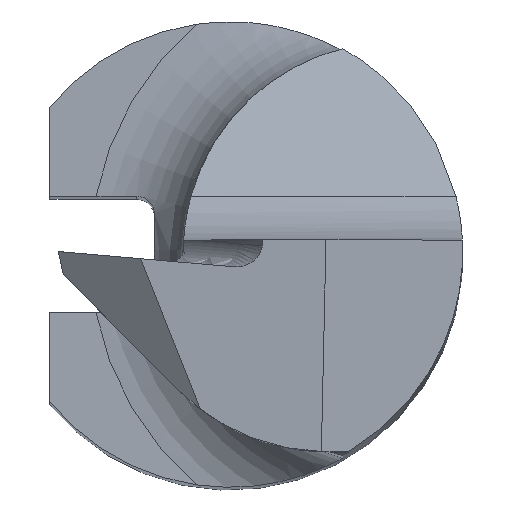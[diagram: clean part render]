
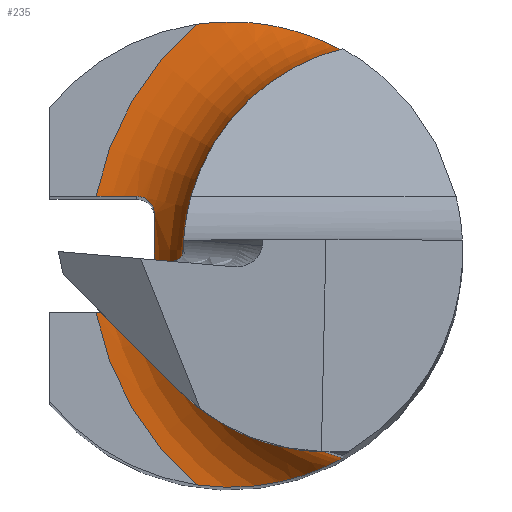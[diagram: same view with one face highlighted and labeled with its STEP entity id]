
A CAD part, top view. The second image highlights one B-rep face of the part: STEP entity #235.
In plain terms, the highlighted toroidal (fillet/blend) face has major radius 2.603 mm and minor radius 0.8 mm.
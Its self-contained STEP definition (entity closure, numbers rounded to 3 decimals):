
#13 = B_SPLINE_CURVE_WITH_KNOTS ( 'NONE', 3,
 ( #879, #710, #796, #1178 ),
 .UNSPECIFIED., .F., .F.,
 ( 4, 4 ),
 ( 0., 0. ),
 .UNSPECIFIED. ) ;
#29 = ORIENTED_EDGE ( 'NONE', *, *, #709, .T. ) ;
#38 = CARTESIAN_POINT ( 'NONE',  ( -0.8, 0.5, 14.828 ) ) ;
#39 = CARTESIAN_POINT ( 'NONE',  ( 0.968, 1.75, 15.408 ) ) ;
#41 = CARTESIAN_POINT ( 'NONE',  ( 0.918, -1.779, 15.271 ) ) ;
#56 = ORIENTED_EDGE ( 'NONE', *, *, #1049, .T. ) ;
#58 = EDGE_CURVE ( 'NONE', #433, #169, #369, .T. ) ;
#85 = EDGE_CURVE ( 'NONE', #540, #271, #695, .T. ) ;
#87 = VERTEX_POINT ( 'NONE', #490 ) ;
#90 = ORIENTED_EDGE ( 'NONE', *, *, #435, .T. ) ;
#95 = CARTESIAN_POINT ( 'NONE',  ( -1.152, 0.5, 14.75 ) ) ;
#98 = EDGE_CURVE ( 'NONE', #414, #274, #1040, .T. ) ;
#112 = CARTESIAN_POINT ( 'NONE',  ( -0.01, -2.005, 14.76 ) ) ;
#113 = DIRECTION ( 'NONE',  ( 0., 0., 1. ) ) ;
#139 = CARTESIAN_POINT ( 'NONE',  ( 1.403, 0., 14.75 ) ) ;
#141 = CARTESIAN_POINT ( 'NONE',  ( 1.403, 0., 15.55 ) ) ;
#169 = VERTEX_POINT ( 'NONE', #38 ) ;
#187 = FACE_OUTER_BOUND ( 'NONE', #192, .T. ) ;
#192 = EDGE_LOOP ( 'NONE', ( #90, #759, #656, #501, #56, #853, #29, #543, #924, #971 ) ) ;
#235 = ADVANCED_FACE ( 'NONE', ( #187 ), #517, .F. ) ;
#239 = B_SPLINE_CURVE_WITH_KNOTS ( 'NONE', 3,
 ( #1014, #551, #450, #252, #359, #933 ),
 .UNSPECIFIED., .F., .F.,
 ( 4, 2, 4 ),
 ( 0., 0.001, 0.001 ),
 .UNSPECIFIED. ) ;
#252 = CARTESIAN_POINT ( 'NONE',  ( -0.65, -0.116, 14.969 ) ) ;
#271 = VERTEX_POINT ( 'NONE', #95 ) ;
#274 = VERTEX_POINT ( 'NONE', #955 ) ;
#303 = CARTESIAN_POINT ( 'NONE',  ( 1.403, 0., 15.55 ) ) ;
#305 = CARTESIAN_POINT ( 'NONE',  ( -0.669, -0.432, 14.914 ) ) ;
#308 = CARTESIAN_POINT ( 'NONE',  ( -0.288, 1.979, 14.75 ) ) ;
#310 = CARTESIAN_POINT ( 'NONE',  ( 0.755, -1.854, 15.054 ) ) ;
#311 = CARTESIAN_POINT ( 'NONE',  ( -0.723, 0.484, 14.87 ) ) ;
#340 = DIRECTION ( 'NONE',  ( -1., 0., 0. ) ) ;
#359 = CARTESIAN_POINT ( 'NONE',  ( -0.65, -0.233, 14.959 ) ) ;
#369 = B_SPLINE_CURVE_WITH_KNOTS ( 'NONE', 3,
 ( #850, #679, #570, #311, #949, #769 ),
 .UNSPECIFIED., .F., .F.,
 ( 4, 2, 4 ),
 ( 0., 0., 0. ),
 .UNSPECIFIED. ) ;
#372 = EDGE_CURVE ( 'NONE', #87, #987, #1048, .T. ) ;
#391 = B_SPLINE_CURVE_WITH_KNOTS ( 'NONE', 3,
 ( #789, #39, #885, #1062, #861, #1168, #511, #1068, #867, #308 ),
 .UNSPECIFIED., .F., .F.,
 ( 4, 2, 2, 2, 4 ),
 ( 0., 0., 0.001, 0.001, 0.002 ),
 .UNSPECIFIED. ) ;
#404 = DIRECTION ( 'NONE',  ( -1., 0., 0. ) ) ;
#414 = VERTEX_POINT ( 'NONE', #967 ) ;
#433 = VERTEX_POINT ( 'NONE', #1183 ) ;
#435 = EDGE_CURVE ( 'NONE', #271, #169, #13, .T. ) ;
#450 = CARTESIAN_POINT ( 'NONE',  ( -0.65, 0.118, 14.969 ) ) ;
#490 = CARTESIAN_POINT ( 'NONE',  ( 0.968, -1.75, 15.55 ) ) ;
#492 = CARTESIAN_POINT ( 'NONE',  ( -0.76, -0.5, 14.846 ) ) ;
#499 = CARTESIAN_POINT ( 'NONE',  ( -0.65, -0.394, 14.936 ) ) ;
#501 = ORIENTED_EDGE ( 'NONE', *, *, #98, .F. ) ;
#511 = CARTESIAN_POINT ( 'NONE',  ( 0.266, 1.987, 14.81 ) ) ;
#512 = DIRECTION ( 'NONE',  ( 0., 0., 1. ) ) ;
#517 = TOROIDAL_SURFACE ( 'NONE', #1154, 2.603, 0.8 ) ;
#540 = VERTEX_POINT ( 'NONE', #1099 ) ;
#543 = ORIENTED_EDGE ( 'NONE', *, *, #372, .T. ) ;
#548 = AXIS2_PLACEMENT_3D ( 'NONE', #141, #1077, #1064 ) ;
#550 = AXIS2_PLACEMENT_3D ( 'NONE', #139, #512, #340 ) ;
#551 = CARTESIAN_POINT ( 'NONE',  ( -0.65, 0.234, 14.959 ) ) ;
#570 = CARTESIAN_POINT ( 'NONE',  ( -0.669, 0.432, 14.914 ) ) ;
#577 = CARTESIAN_POINT ( 'NONE',  ( 1.403, 0., 14.75 ) ) ;
#578 = EDGE_CURVE ( 'NONE', #433, #274, #239, .T. ) ;
#588 = CARTESIAN_POINT ( 'NONE',  ( -0.288, -1.979, 14.75 ) ) ;
#644 = VERTEX_POINT ( 'NONE', #718 ) ;
#656 = ORIENTED_EDGE ( 'NONE', *, *, #578, .T. ) ;
#679 = CARTESIAN_POINT ( 'NONE',  ( -0.65, 0.394, 14.936 ) ) ;
#680 = B_SPLINE_CURVE_WITH_KNOTS ( 'NONE', 3,
 ( #588, #886, #112, #959, #705, #1177, #310, #41, #795, #974 ),
 .UNSPECIFIED., .F., .F.,
 ( 4, 2, 2, 2, 4 ),
 ( 0., 0., 0.001, 0.001, 0.002 ),
 .UNSPECIFIED. ) ;
#694 = CARTESIAN_POINT ( 'NONE',  ( -0.8, -0.5, 14.828 ) ) ;
#695 = CIRCLE ( 'NONE', #890, 2.603 ) ;
#705 = CARTESIAN_POINT ( 'NONE',  ( 0.4, -1.964, 14.85 ) ) ;
#709 = EDGE_CURVE ( 'NONE', #644, #87, #680, .T. ) ;
#710 = CARTESIAN_POINT ( 'NONE',  ( -1.03, 0.5, 14.75 ) ) ;
#718 = CARTESIAN_POINT ( 'NONE',  ( -0.288, -1.979, 14.75 ) ) ;
#752 = CARTESIAN_POINT ( 'NONE',  ( -1.03, -0.5, 14.75 ) ) ;
#759 = ORIENTED_EDGE ( 'NONE', *, *, #58, .F. ) ;
#767 = B_SPLINE_CURVE_WITH_KNOTS ( 'NONE', 3,
 ( #1135, #1235, #752, #926 ),
 .UNSPECIFIED., .F., .F.,
 ( 4, 4 ),
 ( 0., 0.001 ),
 .UNSPECIFIED. ) ;
#769 = CARTESIAN_POINT ( 'NONE',  ( -0.8, 0.5, 14.828 ) ) ;
#789 = CARTESIAN_POINT ( 'NONE',  ( 0.968, 1.75, 15.55 ) ) ;
#795 = CARTESIAN_POINT ( 'NONE',  ( 0.968, -1.75, 15.408 ) ) ;
#796 = CARTESIAN_POINT ( 'NONE',  ( -0.91, 0.5, 14.777 ) ) ;
#807 = CARTESIAN_POINT ( 'NONE',  ( 0.968, 1.75, 15.55 ) ) ;
#839 = EDGE_CURVE ( 'NONE', #1233, #644, #990, .T. ) ;
#850 = CARTESIAN_POINT ( 'NONE',  ( -0.65, 0.35, 14.942 ) ) ;
#853 = ORIENTED_EDGE ( 'NONE', *, *, #839, .T. ) ;
#857 = DIRECTION ( 'NONE',  ( 0., 0., 1. ) ) ;
#861 = CARTESIAN_POINT ( 'NONE',  ( 0.644, 1.898, 14.972 ) ) ;
#865 = CARTESIAN_POINT ( 'NONE',  ( -0.723, -0.484, 14.869 ) ) ;
#867 = CARTESIAN_POINT ( 'NONE',  ( -0.148, 1.999, 14.75 ) ) ;
#879 = CARTESIAN_POINT ( 'NONE',  ( -1.152, 0.5, 14.75 ) ) ;
#880 = CARTESIAN_POINT ( 'NONE',  ( -0.65, -0.35, 14.942 ) ) ;
#885 = CARTESIAN_POINT ( 'NONE',  ( 0.918, 1.779, 15.272 ) ) ;
#886 = CARTESIAN_POINT ( 'NONE',  ( -0.148, -1.999, 14.75 ) ) ;
#890 = AXIS2_PLACEMENT_3D ( 'NONE', #577, #113, #404 ) ;
#915 = CARTESIAN_POINT ( 'NONE',  ( -1.152, -0.5, 14.75 ) ) ;
#924 = ORIENTED_EDGE ( 'NONE', *, *, #1195, .T. ) ;
#926 = CARTESIAN_POINT ( 'NONE',  ( -1.152, -0.5, 14.75 ) ) ;
#933 = CARTESIAN_POINT ( 'NONE',  ( -0.65, -0.35, 14.942 ) ) ;
#949 = CARTESIAN_POINT ( 'NONE',  ( -0.76, 0.5, 14.846 ) ) ;
#955 = CARTESIAN_POINT ( 'NONE',  ( -0.65, -0.35, 14.942 ) ) ;
#959 = CARTESIAN_POINT ( 'NONE',  ( 0.265, -1.987, 14.81 ) ) ;
#967 = CARTESIAN_POINT ( 'NONE',  ( -0.8, -0.5, 14.828 ) ) ;
#971 = ORIENTED_EDGE ( 'NONE', *, *, #85, .T. ) ;
#974 = CARTESIAN_POINT ( 'NONE',  ( 0.968, -1.75, 15.55 ) ) ;
#987 = VERTEX_POINT ( 'NONE', #807 ) ;
#990 = CIRCLE ( 'NONE', #550, 2.603 ) ;
#1014 = CARTESIAN_POINT ( 'NONE',  ( -0.65, 0.35, 14.942 ) ) ;
#1032 = DIRECTION ( 'NONE',  ( -1., 0., 0. ) ) ;
#1040 = B_SPLINE_CURVE_WITH_KNOTS ( 'NONE', 3,
 ( #694, #492, #865, #305, #499, #880 ),
 .UNSPECIFIED., .F., .F.,
 ( 4, 2, 4 ),
 ( 0., 0., 0. ),
 .UNSPECIFIED. ) ;
#1048 = CIRCLE ( 'NONE', #548, 1.803 ) ;
#1049 = EDGE_CURVE ( 'NONE', #414, #1233, #767, .T. ) ;
#1062 = CARTESIAN_POINT ( 'NONE',  ( 0.755, 1.854, 15.054 ) ) ;
#1064 = DIRECTION ( 'NONE',  ( -1., 0., 0. ) ) ;
#1068 = CARTESIAN_POINT ( 'NONE',  ( -0.007, 2.005, 14.76 ) ) ;
#1077 = DIRECTION ( 'NONE',  ( 0., 0., -1. ) ) ;
#1099 = CARTESIAN_POINT ( 'NONE',  ( -0.288, 1.979, 14.75 ) ) ;
#1135 = CARTESIAN_POINT ( 'NONE',  ( -0.8, -0.5, 14.828 ) ) ;
#1154 = AXIS2_PLACEMENT_3D ( 'NONE', #303, #857, #1032 ) ;
#1168 = CARTESIAN_POINT ( 'NONE',  ( 0.402, 1.963, 14.851 ) ) ;
#1177 = CARTESIAN_POINT ( 'NONE',  ( 0.644, -1.898, 14.971 ) ) ;
#1178 = CARTESIAN_POINT ( 'NONE',  ( -0.8, 0.5, 14.828 ) ) ;
#1183 = CARTESIAN_POINT ( 'NONE',  ( -0.65, 0.35, 14.942 ) ) ;
#1195 = EDGE_CURVE ( 'NONE', #987, #540, #391, .T. ) ;
#1233 = VERTEX_POINT ( 'NONE', #915 ) ;
#1235 = CARTESIAN_POINT ( 'NONE',  ( -0.909, -0.5, 14.777 ) ) ;
